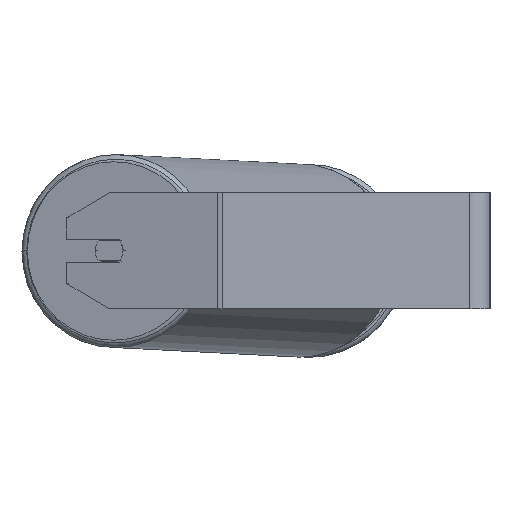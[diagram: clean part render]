
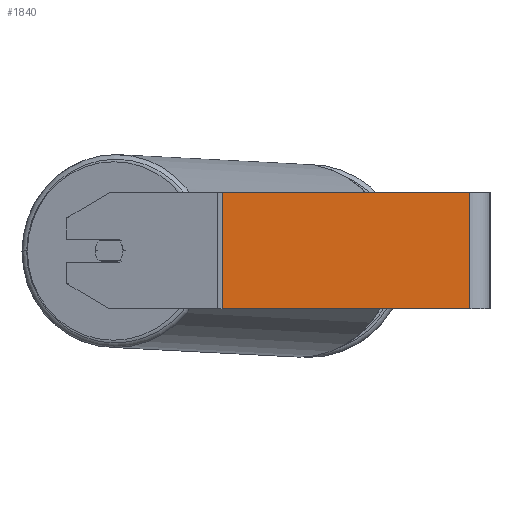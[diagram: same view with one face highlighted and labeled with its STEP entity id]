
A CAD part, left-side view. The second image highlights one B-rep face of the part: STEP entity #1840.
In plain terms, the highlighted planar face has unit normal (-1, 0, 0).
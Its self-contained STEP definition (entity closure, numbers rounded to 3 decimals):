
#99 = CARTESIAN_POINT ( 'NONE',  ( -800., 184.277, -40. ) ) ;
#103 = DIRECTION ( 'NONE',  ( 0., -1., 0. ) ) ;
#377 = DIRECTION ( 'NONE',  ( 0., -1., 0. ) ) ;
#540 = VECTOR ( 'NONE', #5831, 1000. ) ;
#608 = CARTESIAN_POINT ( 'NONE',  ( -800., 14., 40. ) ) ;
#920 = VERTEX_POINT ( 'NONE', #608 ) ;
#1371 = VECTOR ( 'NONE', #103, 1000. ) ;
#1784 = EDGE_CURVE ( 'NONE', #6995, #920, #7821, .T. ) ;
#1840 = ADVANCED_FACE ( 'NONE', ( #3488 ), #5341, .F. ) ;
#2273 = CARTESIAN_POINT ( 'NONE',  ( -800., 186.12, -40. ) ) ;
#2561 = EDGE_LOOP ( 'NONE', ( #4853, #2606, #4165, #5588 ) ) ;
#2606 = ORIENTED_EDGE ( 'NONE', *, *, #6821, .F. ) ;
#2755 = CARTESIAN_POINT ( 'NONE',  ( -800., 186.12, 40. ) ) ;
#2793 = EDGE_CURVE ( 'NONE', #3912, #7075, #4199, .T. ) ;
#2933 = VECTOR ( 'NONE', #377, 1000. ) ;
#3115 = EDGE_CURVE ( 'NONE', #6995, #3912, #3143, .T. ) ;
#3143 = LINE ( 'NONE', #7951, #540 ) ;
#3488 = FACE_OUTER_BOUND ( 'NONE', #2561, .T. ) ;
#3912 = VERTEX_POINT ( 'NONE', #99 ) ;
#4029 = DIRECTION ( 'NONE',  ( 1., 0., 0. ) ) ;
#4165 = ORIENTED_EDGE ( 'NONE', *, *, #1784, .F. ) ;
#4199 = LINE ( 'NONE', #2273, #1371 ) ;
#4410 = DIRECTION ( 'NONE',  ( 0., 0., -1. ) ) ;
#4432 = CARTESIAN_POINT ( 'NONE',  ( -800., 186.12, 40. ) ) ;
#4533 = CARTESIAN_POINT ( 'NONE',  ( -800., 184.277, 40. ) ) ;
#4853 = ORIENTED_EDGE ( 'NONE', *, *, #2793, .T. ) ;
#5112 = LINE ( 'NONE', #6390, #8519 ) ;
#5341 = PLANE ( 'NONE',  #5896 ) ;
#5588 = ORIENTED_EDGE ( 'NONE', *, *, #3115, .T. ) ;
#5831 = DIRECTION ( 'NONE',  ( 0., 0., -1. ) ) ;
#5896 = AXIS2_PLACEMENT_3D ( 'NONE', #2755, #4029, #6147 ) ;
#6147 = DIRECTION ( 'NONE',  ( 0., 0., -1. ) ) ;
#6390 = CARTESIAN_POINT ( 'NONE',  ( -800., 14., 40. ) ) ;
#6821 = EDGE_CURVE ( 'NONE', #920, #7075, #5112, .T. ) ;
#6867 = CARTESIAN_POINT ( 'NONE',  ( -800., 14., -40. ) ) ;
#6995 = VERTEX_POINT ( 'NONE', #4533 ) ;
#7075 = VERTEX_POINT ( 'NONE', #6867 ) ;
#7821 = LINE ( 'NONE', #4432, #2933 ) ;
#7951 = CARTESIAN_POINT ( 'NONE',  ( -800., 184.277, 40. ) ) ;
#8519 = VECTOR ( 'NONE', #4410, 1000. ) ;
